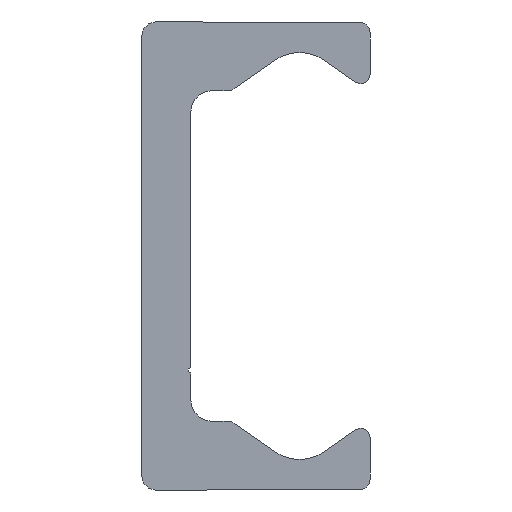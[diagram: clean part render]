
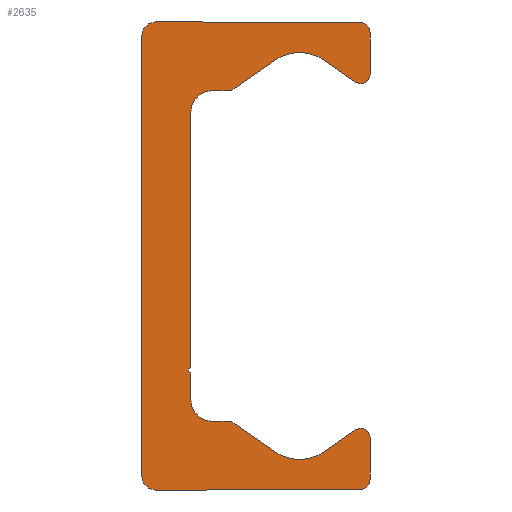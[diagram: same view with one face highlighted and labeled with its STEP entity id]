
A CAD part, left-side view. The second image highlights one B-rep face of the part: STEP entity #2635.
In plain terms, the highlighted planar face has unit normal (-1, 0, 0).
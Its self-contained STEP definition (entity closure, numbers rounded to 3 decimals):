
#1648=CARTESIAN_POINT('',(0.0,9.25,-21.5));
#1649=VERTEX_POINT('',#1648);
#1656=CARTESIAN_POINT('',(0.0,10.5,-20.25));
#1657=VERTEX_POINT('',#1656);
#1658=CARTESIAN_POINT('',(0.0,9.25,-20.25));
#1659=DIRECTION('',(1.0,0.0,0.0));
#1660=DIRECTION('',(0.0,0.0,-1.0));
#1661=AXIS2_PLACEMENT_3D('',#1658,#1659,#1660);
#1662=CIRCLE('',#1661,1.25);
#1663=EDGE_CURVE('',#1649,#1657,#1662,.T.);
#1687=CARTESIAN_POINT('',(0.0,-9.5,-21.5));
#1688=VERTEX_POINT('',#1687);
#1695=CARTESIAN_POINT('',(0.0,-9.5,-21.5));
#1696=DIRECTION('',(0.0,1.0,0.0));
#1697=VECTOR('',#1696,18.75);
#1698=LINE('',#1695,#1697);
#1699=EDGE_CURVE('',#1688,#1649,#1698,.T.);
#1719=CARTESIAN_POINT('',(0.0,-10.5,-20.5));
#1720=VERTEX_POINT('',#1719);
#1727=CARTESIAN_POINT('',(0.0,-9.5,-20.5));
#1728=DIRECTION('',(1.0,0.0,0.0));
#1729=DIRECTION('',(0.0,-1.0,0.0));
#1730=AXIS2_PLACEMENT_3D('',#1727,#1728,#1729);
#1731=CIRCLE('',#1730,1.0);
#1732=EDGE_CURVE('',#1720,#1688,#1731,.T.);
#1751=CARTESIAN_POINT('',(0.0,-10.5,-16.65));
#1752=VERTEX_POINT('',#1751);
#1759=CARTESIAN_POINT('',(0.0,-10.5,-16.65));
#1760=DIRECTION('',(0.0,0.0,-1.0));
#1761=VECTOR('',#1760,3.85);
#1762=LINE('',#1759,#1761);
#1763=EDGE_CURVE('',#1752,#1720,#1762,.T.);
#1783=CARTESIAN_POINT('',(0.0,-9.162,-15.954));
#1784=VERTEX_POINT('',#1783);
#1791=CARTESIAN_POINT('',(0.0,-9.65,-16.65));
#1792=DIRECTION('',(1.0,0.0,0.0));
#1793=DIRECTION('',(0.0,0.574,0.819));
#1794=AXIS2_PLACEMENT_3D('',#1791,#1792,#1793);
#1795=CIRCLE('',#1794,0.85);
#1796=EDGE_CURVE('',#1784,#1752,#1795,.T.);
#1815=CARTESIAN_POINT('',(0.0,-6.294,-17.962));
#1816=VERTEX_POINT('',#1815);
#1823=CARTESIAN_POINT('',(0.0,-6.294,-17.962));
#1824=DIRECTION('',(0.0,-0.819,0.574));
#1825=VECTOR('',#1824,3.501);
#1826=LINE('',#1823,#1825);
#1827=EDGE_CURVE('',#1816,#1784,#1826,.T.);
#1847=CARTESIAN_POINT('',(0.0,-1.706,-17.962));
#1848=VERTEX_POINT('',#1847);
#1855=CARTESIAN_POINT('',(0.0,-4.,-14.685));
#1856=DIRECTION('',(-1.0,0.0,0.0));
#1857=DIRECTION('',(0.0,0.574,0.819));
#1858=AXIS2_PLACEMENT_3D('',#1855,#1856,#1857);
#1859=CIRCLE('',#1858,4.0);
#1860=EDGE_CURVE('',#1848,#1816,#1859,.T.);
#1879=CARTESIAN_POINT('',(0.0,1.981,-15.381));
#1880=VERTEX_POINT('',#1879);
#1887=CARTESIAN_POINT('',(0.0,1.981,-15.381));
#1888=DIRECTION('',(0.0,-0.819,-0.574));
#1889=VECTOR('',#1888,4.5);
#1890=LINE('',#1887,#1889);
#1891=EDGE_CURVE('',#1880,#1848,#1890,.T.);
#1911=CARTESIAN_POINT('',(0.0,2.554,-15.2));
#1912=VERTEX_POINT('',#1911);
#1919=CARTESIAN_POINT('',(0.0,2.554,-16.2));
#1920=DIRECTION('',(1.0,0.0,0.0));
#1921=DIRECTION('',(0.0,0.0,1.0));
#1922=AXIS2_PLACEMENT_3D('',#1919,#1920,#1921);
#1923=CIRCLE('',#1922,1.);
#1924=EDGE_CURVE('',#1912,#1880,#1923,.T.);
#1943=CARTESIAN_POINT('',(0.0,4.0,-15.2));
#1944=VERTEX_POINT('',#1943);
#1951=CARTESIAN_POINT('',(0.0,4.0,-15.2));
#1952=DIRECTION('',(0.0,-1.0,0.0));
#1953=VECTOR('',#1952,1.446);
#1954=LINE('',#1951,#1953);
#1955=EDGE_CURVE('',#1944,#1912,#1954,.T.);
#1975=CARTESIAN_POINT('',(0.0,6.,-13.2));
#1976=VERTEX_POINT('',#1975);
#1983=CARTESIAN_POINT('',(0.0,4.,-13.2));
#1984=DIRECTION('',(-1.0,0.0,0.0));
#1985=DIRECTION('',(0.0,0.0,1.0));
#1986=AXIS2_PLACEMENT_3D('',#1983,#1984,#1985);
#1987=CIRCLE('',#1986,2.0);
#1988=EDGE_CURVE('',#1976,#1944,#1987,.T.);
#2007=CARTESIAN_POINT('',(0.0,6.,-10.75));
#2008=VERTEX_POINT('',#2007);
#2015=CARTESIAN_POINT('',(0.0,6.,-10.75));
#2016=DIRECTION('',(0.0,0.0,-1.0));
#2017=VECTOR('',#2016,2.45);
#2018=LINE('',#2015,#2017);
#2019=EDGE_CURVE('',#2008,#1976,#2018,.T.);
#2039=CARTESIAN_POINT('',(0.0,6.,-10.25));
#2040=VERTEX_POINT('',#2039);
#2047=CARTESIAN_POINT('',(0.0,6.,-10.5));
#2048=DIRECTION('',(-1.0,0.0,0.0));
#2049=DIRECTION('',(0.0,0.0,1.0));
#2050=AXIS2_PLACEMENT_3D('',#2047,#2048,#2049);
#2051=CIRCLE('',#2050,0.25);
#2052=EDGE_CURVE('',#2040,#2008,#2051,.T.);
#2071=CARTESIAN_POINT('',(0.0,6.,13.2));
#2072=VERTEX_POINT('',#2071);
#2079=CARTESIAN_POINT('',(0.0,6.,13.2));
#2080=DIRECTION('',(0.0,0.0,-1.0));
#2081=VECTOR('',#2080,23.45);
#2082=LINE('',#2079,#2081);
#2083=EDGE_CURVE('',#2072,#2040,#2082,.T.);
#2172=CARTESIAN_POINT('',(0.0,4.0,15.2));
#2173=VERTEX_POINT('',#2172);
#2180=CARTESIAN_POINT('',(0.0,4.,13.2));
#2181=DIRECTION('',(-1.0,0.0,0.0));
#2182=DIRECTION('',(0.0,-1.0,0.0));
#2183=AXIS2_PLACEMENT_3D('',#2180,#2181,#2182);
#2184=CIRCLE('',#2183,2.0);
#2185=EDGE_CURVE('',#2173,#2072,#2184,.T.);
#2204=CARTESIAN_POINT('',(0.0,2.554,15.2));
#2205=VERTEX_POINT('',#2204);
#2212=CARTESIAN_POINT('',(0.0,2.554,15.2));
#2213=DIRECTION('',(0.0,1.0,0.0));
#2214=VECTOR('',#2213,1.446);
#2215=LINE('',#2212,#2214);
#2216=EDGE_CURVE('',#2205,#2173,#2215,.T.);
#2236=CARTESIAN_POINT('',(0.0,1.981,15.381));
#2237=VERTEX_POINT('',#2236);
#2244=CARTESIAN_POINT('',(0.0,2.554,16.2));
#2245=DIRECTION('',(1.0,0.0,0.0));
#2246=DIRECTION('',(0.0,-0.574,-0.819));
#2247=AXIS2_PLACEMENT_3D('',#2244,#2245,#2246);
#2248=CIRCLE('',#2247,1.);
#2249=EDGE_CURVE('',#2237,#2205,#2248,.T.);
#2268=CARTESIAN_POINT('',(0.0,-1.706,17.962));
#2269=VERTEX_POINT('',#2268);
#2276=CARTESIAN_POINT('',(0.0,-1.706,17.962));
#2277=DIRECTION('',(0.0,0.819,-0.574));
#2278=VECTOR('',#2277,4.5);
#2279=LINE('',#2276,#2278);
#2280=EDGE_CURVE('',#2269,#2237,#2279,.T.);
#2300=CARTESIAN_POINT('',(0.0,-6.294,17.962));
#2301=VERTEX_POINT('',#2300);
#2308=CARTESIAN_POINT('',(0.0,-4.,14.685));
#2309=DIRECTION('',(-1.0,0.0,0.0));
#2310=DIRECTION('',(0.0,-0.574,-0.819));
#2311=AXIS2_PLACEMENT_3D('',#2308,#2309,#2310);
#2312=CIRCLE('',#2311,4.0);
#2313=EDGE_CURVE('',#2301,#2269,#2312,.T.);
#2332=CARTESIAN_POINT('',(0.0,-9.162,15.954));
#2333=VERTEX_POINT('',#2332);
#2340=CARTESIAN_POINT('',(0.0,-9.162,15.954));
#2341=DIRECTION('',(0.0,0.819,0.574));
#2342=VECTOR('',#2341,3.501);
#2343=LINE('',#2340,#2342);
#2344=EDGE_CURVE('',#2333,#2301,#2343,.T.);
#2364=CARTESIAN_POINT('',(0.0,-10.5,16.65));
#2365=VERTEX_POINT('',#2364);
#2372=CARTESIAN_POINT('',(0.0,-9.65,16.65));
#2373=DIRECTION('',(1.0,0.0,0.0));
#2374=DIRECTION('',(0.0,-1.0,0.0));
#2375=AXIS2_PLACEMENT_3D('',#2372,#2373,#2374);
#2376=CIRCLE('',#2375,0.85);
#2377=EDGE_CURVE('',#2365,#2333,#2376,.T.);
#2396=CARTESIAN_POINT('',(0.0,-10.5,20.5));
#2397=VERTEX_POINT('',#2396);
#2404=CARTESIAN_POINT('',(0.0,-10.5,20.5));
#2405=DIRECTION('',(0.0,0.0,-1.0));
#2406=VECTOR('',#2405,3.85);
#2407=LINE('',#2404,#2406);
#2408=EDGE_CURVE('',#2397,#2365,#2407,.T.);
#2428=CARTESIAN_POINT('',(0.0,-9.5,21.5));
#2429=VERTEX_POINT('',#2428);
#2436=CARTESIAN_POINT('',(0.0,-9.5,20.5));
#2437=DIRECTION('',(1.0,0.0,0.0));
#2438=DIRECTION('',(0.0,0.0,1.0));
#2439=AXIS2_PLACEMENT_3D('',#2436,#2437,#2438);
#2440=CIRCLE('',#2439,1.0);
#2441=EDGE_CURVE('',#2429,#2397,#2440,.T.);
#2460=CARTESIAN_POINT('',(0.0,9.25,21.5));
#2461=VERTEX_POINT('',#2460);
#2468=CARTESIAN_POINT('',(0.0,9.25,21.5));
#2469=DIRECTION('',(0.0,-1.0,0.0));
#2470=VECTOR('',#2469,18.75);
#2471=LINE('',#2468,#2470);
#2472=EDGE_CURVE('',#2461,#2429,#2471,.T.);
#2492=CARTESIAN_POINT('',(0.0,10.5,20.25));
#2493=VERTEX_POINT('',#2492);
#2500=CARTESIAN_POINT('',(0.0,9.25,20.25));
#2501=DIRECTION('',(1.0,0.0,0.0));
#2502=DIRECTION('',(0.0,1.0,0.0));
#2503=AXIS2_PLACEMENT_3D('',#2500,#2501,#2502);
#2504=CIRCLE('',#2503,1.25);
#2505=EDGE_CURVE('',#2493,#2461,#2504,.T.);
#2523=CARTESIAN_POINT('',(0.0,10.5,-20.25));
#2524=DIRECTION('',(0.0,0.0,1.0));
#2525=VECTOR('',#2524,40.5);
#2526=LINE('',#2523,#2525);
#2527=EDGE_CURVE('',#1657,#2493,#2526,.T.);
#2602=CARTESIAN_POINT('',(0.0,2.66,-0.019));
#2603=DIRECTION('',(1.0,0.0,0.0));
#2604=DIRECTION('',(0.0,0.0,-1.0));
#2605=AXIS2_PLACEMENT_3D('',#2602,#2603,#2604);
#2606=PLANE('',#2605);
#2607=ORIENTED_EDGE('',*,*,#2527,.F.);
#2608=ORIENTED_EDGE('',*,*,#1663,.F.);
#2609=ORIENTED_EDGE('',*,*,#1699,.F.);
#2610=ORIENTED_EDGE('',*,*,#1732,.F.);
#2611=ORIENTED_EDGE('',*,*,#1763,.F.);
#2612=ORIENTED_EDGE('',*,*,#1796,.F.);
#2613=ORIENTED_EDGE('',*,*,#1827,.F.);
#2614=ORIENTED_EDGE('',*,*,#1860,.F.);
#2615=ORIENTED_EDGE('',*,*,#1891,.F.);
#2616=ORIENTED_EDGE('',*,*,#1924,.F.);
#2617=ORIENTED_EDGE('',*,*,#1955,.F.);
#2618=ORIENTED_EDGE('',*,*,#1988,.F.);
#2619=ORIENTED_EDGE('',*,*,#2019,.F.);
#2620=ORIENTED_EDGE('',*,*,#2052,.F.);
#2621=ORIENTED_EDGE('',*,*,#2083,.F.);
#2622=ORIENTED_EDGE('',*,*,#2185,.F.);
#2623=ORIENTED_EDGE('',*,*,#2216,.F.);
#2624=ORIENTED_EDGE('',*,*,#2249,.F.);
#2625=ORIENTED_EDGE('',*,*,#2280,.F.);
#2626=ORIENTED_EDGE('',*,*,#2313,.F.);
#2627=ORIENTED_EDGE('',*,*,#2344,.F.);
#2628=ORIENTED_EDGE('',*,*,#2377,.F.);
#2629=ORIENTED_EDGE('',*,*,#2408,.F.);
#2630=ORIENTED_EDGE('',*,*,#2441,.F.);
#2631=ORIENTED_EDGE('',*,*,#2472,.F.);
#2632=ORIENTED_EDGE('',*,*,#2505,.F.);
#2633=EDGE_LOOP('',(#2607,#2608,#2609,#2610,#2611,#2612,#2613,#2614,#2615,#2616,#2617,#2618,#2619,#2620,#2621,#2622,#2623,#2624,#2625,#2626,#2627,#2628,#2629,#2630,#2631,#2632));
#2634=FACE_OUTER_BOUND('',#2633,.T.);
#2635=ADVANCED_FACE('',(#2634),#2606,.F.);
